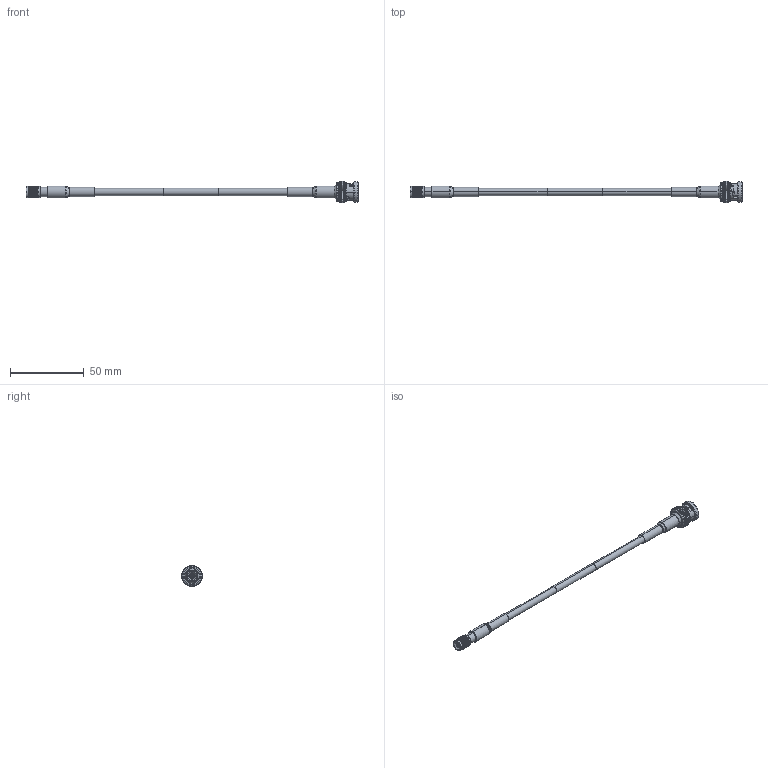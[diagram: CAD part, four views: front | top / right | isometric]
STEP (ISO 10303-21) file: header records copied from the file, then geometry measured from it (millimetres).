
FILE_DESCRIPTION (( 'STEP AP214' ), '1' );
FILE_NAME ('FMCA3177_3D.step', '2023-05-01T21:45:55', ( '' ), ( '' ), 'SwSTEP 2.0', 'SolidWorks 2022', '' );
FILE_SCHEMA (( 'AUTOMOTIVE_DESIGN' ));
Length unit declared in the file: inch
Products named in the file (5): FMCA3177_3D; LMR-195 Heat Shrink Sleeve-FM; PE4016 ¦ SC6025_CRIMPED; LMR-195-FM; FMCN1816
Assembly tree (5 placements, depth 2):
  FMCA3177_3D
    FMCN1816
    LMR-195-FM
    PE4016 ¦ SC6025_CRIMPED
    LMR-195 Heat Shrink Sleeve-FM  x2
Bounding box: 225.8 x 14.46 x 14.46 mm (x, y, z)
Volume: 6192.6 mm3; surface area: 9799.6 mm2
Topology: 7 solids, 7 shells, 2274 faces, 4967 edges, 2735 vertices
Faces by surface type: bspline 1300, cylinder 553, plane 224, cone 179, torus 16, sphere 2
Entity records: 85056 total; most frequent: CARTESIAN_POINT 49770, ORIENTED_EDGE 9846, EDGE_CURVE 4923, DIRECTION 3689, VERTEX_POINT 2711, B_SPLINE_CURVE_WITH_KNOTS 2512, EDGE_LOOP 2290, ADVANCED_FACE 2252
